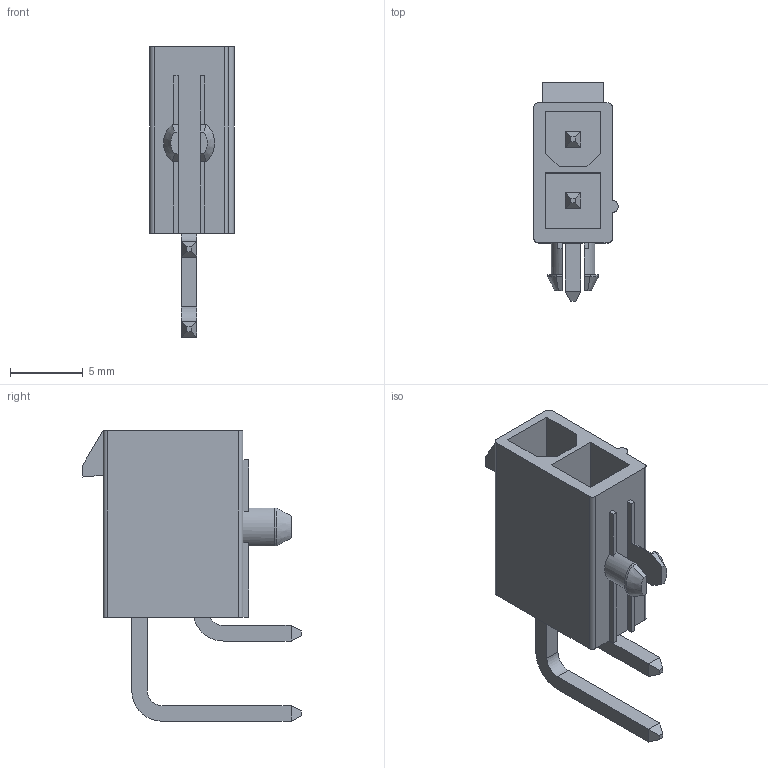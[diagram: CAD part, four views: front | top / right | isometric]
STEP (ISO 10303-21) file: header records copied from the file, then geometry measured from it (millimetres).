
FILE_DESCRIPTION((''),'2;1');
FILE_NAME('039300020','2018-02-20T',('ksrinivasara'),(''),'PRO/ENGINEER BY PARAMETRIC TECHNOLOGY CORPORATION, 2012310','PRO/ENGINEER BY PARAMETRIC TECHNOLOGY CORPORATION, 2012310','');
FILE_SCHEMA(('CONFIG_CONTROL_DESIGN'));
Length unit declared in the file: millimetre
Products named in the file (1): 039300020
Bounding box: 5.8 x 15 x 19.93 mm (x, y, z)
Volume: 472.1 mm3; surface area: 960.3 mm2
Topology: 1 solids, 1 shells, 101 faces, 260 edges, 168 vertices
Faces by surface type: plane 86, cylinder 13, cone 2
Entity records: 3048 total; most frequent: CARTESIAN_POINT 530, ORIENTED_EDGE 506, DIRECTION 498, EDGE_CURVE 253, VECTOR 218, LINE 218, VERTEX_POINT 160, AXIS2_PLACEMENT_3D 140
